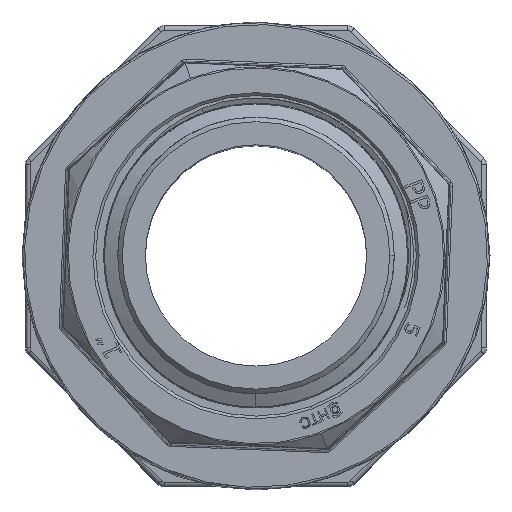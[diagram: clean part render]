
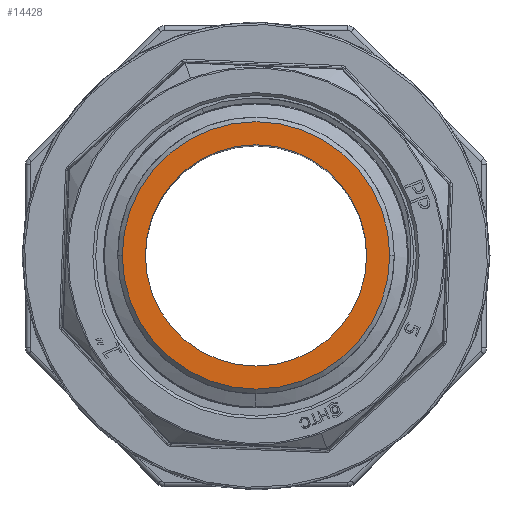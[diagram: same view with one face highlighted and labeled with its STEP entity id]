
A CAD part, top view. The second image highlights one B-rep face of the part: STEP entity #14428.
In plain terms, the highlighted planar face has unit normal (0, 0, 1).
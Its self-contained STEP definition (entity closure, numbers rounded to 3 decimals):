
#2516 = VERTEX_POINT ( 'NONE', #5987 ) ;
#2559 = EDGE_LOOP ( 'NONE', ( #17938, #12678 ) ) ;
#2977 = CARTESIAN_POINT ( 'NONE',  ( -12., 0., 69. ) ) ;
#3235 = FACE_BOUND ( 'NONE', #4682, .T. ) ;
#3790 = EDGE_CURVE ( 'NONE', #2516, #13067, #27289, .T. ) ;
#4682 = EDGE_LOOP ( 'NONE', ( #28168, #16347 ) ) ;
#4911 = DIRECTION ( 'NONE',  ( 0., 0., 1. ) ) ;
#5349 = DIRECTION ( 'NONE',  ( 1., 0., 0. ) ) ;
#5957 = AXIS2_PLACEMENT_3D ( 'NONE', #28984, #25833, #13204 ) ;
#5987 = CARTESIAN_POINT ( 'NONE',  ( 14.5, 0., 69. ) ) ;
#6235 = DIRECTION ( 'NONE',  ( 0., 0., 1. ) ) ;
#7438 = VERTEX_POINT ( 'NONE', #2977 ) ;
#8401 = FACE_OUTER_BOUND ( 'NONE', #2559, .T. ) ;
#9780 = AXIS2_PLACEMENT_3D ( 'NONE', #29679, #24875, #27525 ) ;
#11000 = DIRECTION ( 'NONE',  ( 0., 0., 1. ) ) ;
#11315 = EDGE_CURVE ( 'NONE', #22705, #7438, #16037, .T. ) ;
#11561 = DIRECTION ( 'NONE',  ( 1., 0., 0. ) ) ;
#12678 = ORIENTED_EDGE ( 'NONE', *, *, #3790, .T. ) ;
#13067 = VERTEX_POINT ( 'NONE', #19851 ) ;
#13204 = DIRECTION ( 'NONE',  ( 1., 0., 0. ) ) ;
#14371 = CARTESIAN_POINT ( 'NONE',  ( 0., 0., 69. ) ) ;
#14428 = ADVANCED_FACE ( 'NONE', ( #3235, #8401 ), #28674, .T. ) ;
#15469 = AXIS2_PLACEMENT_3D ( 'NONE', #22990, #11000, #5349 ) ;
#16014 = AXIS2_PLACEMENT_3D ( 'NONE', #24877, #4911, #26341 ) ;
#16037 = CIRCLE ( 'NONE', #5957, 12. ) ;
#16347 = ORIENTED_EDGE ( 'NONE', *, *, #11315, .F. ) ;
#17614 = CIRCLE ( 'NONE', #16014, 12. ) ;
#17938 = ORIENTED_EDGE ( 'NONE', *, *, #30894, .T. ) ;
#19851 = CARTESIAN_POINT ( 'NONE',  ( -14.5, 0., 69. ) ) ;
#22705 = VERTEX_POINT ( 'NONE', #25687 ) ;
#22990 = CARTESIAN_POINT ( 'NONE',  ( 0., 0., 69. ) ) ;
#23804 = AXIS2_PLACEMENT_3D ( 'NONE', #14371, #6235, #11561 ) ;
#23956 = CIRCLE ( 'NONE', #15469, 14.5 ) ;
#24875 = DIRECTION ( 'NONE',  ( 0., 0., 1. ) ) ;
#24877 = CARTESIAN_POINT ( 'NONE',  ( 0., 0., 69. ) ) ;
#25687 = CARTESIAN_POINT ( 'NONE',  ( 12., 0., 69. ) ) ;
#25833 = DIRECTION ( 'NONE',  ( 0., 0., 1. ) ) ;
#26341 = DIRECTION ( 'NONE',  ( 1., 0., 0. ) ) ;
#27289 = CIRCLE ( 'NONE', #9780, 14.5 ) ;
#27525 = DIRECTION ( 'NONE',  ( 1., 0., 0. ) ) ;
#28168 = ORIENTED_EDGE ( 'NONE', *, *, #32005, .F. ) ;
#28674 = PLANE ( 'NONE',  #23804 ) ;
#28984 = CARTESIAN_POINT ( 'NONE',  ( 0., 0., 69. ) ) ;
#29679 = CARTESIAN_POINT ( 'NONE',  ( 0., 0., 69. ) ) ;
#30894 = EDGE_CURVE ( 'NONE', #13067, #2516, #23956, .T. ) ;
#32005 = EDGE_CURVE ( 'NONE', #7438, #22705, #17614, .T. ) ;
